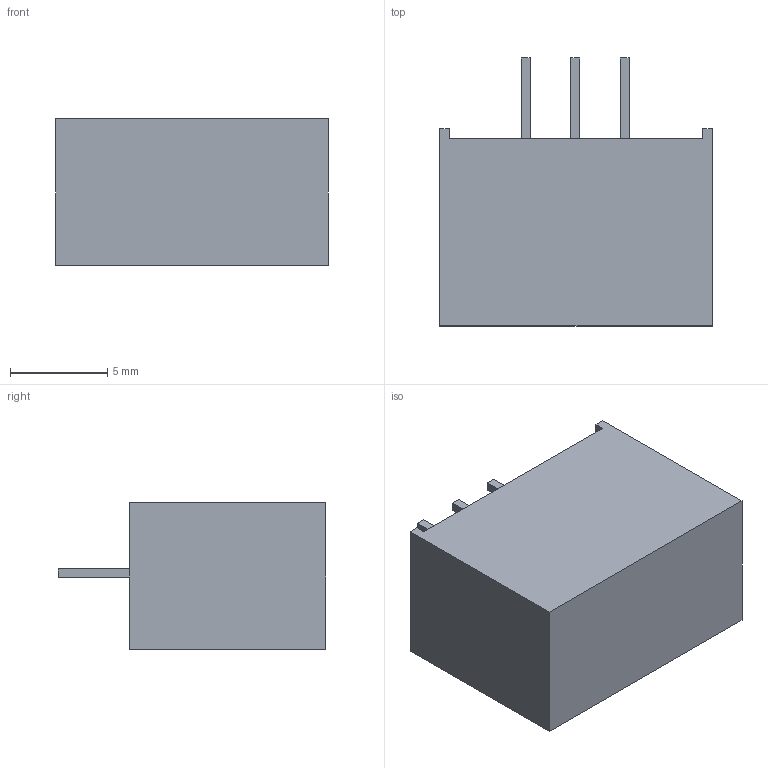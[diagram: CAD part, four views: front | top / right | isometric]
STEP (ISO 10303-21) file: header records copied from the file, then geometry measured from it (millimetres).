
FILE_DESCRIPTION (( 'STEP AP214' ), '1' );
FILE_NAME ('TSR2.STEP', '2022-10-02T01:26:42', ( '' ), ( '' ), 'SwSTEP 2.0', 'SolidWorks 2022', '' );
FILE_SCHEMA (( 'AUTOMOTIVE_DESIGN' ));
Length unit declared in the file: millimetre
Products named in the file (1): TSR2
Bounding box: 14 x 13.75 x 7.5 mm (x, y, z)
Volume: 1014.4 mm3; surface area: 661.7 mm2
Topology: 1 solids, 1 shells, 54 faces, 284 edges, 264 vertices
Faces by surface type: plane 54
Entity records: 4805 total; most frequent: CARTESIAN_POINT 2147, ORIENTED_EDGE 568, DIRECTION 306, EDGE_CURVE 284, VERTEX_POINT 264, LINE 192, VECTOR 192, B_SPLINE_CURVE_WITH_KNOTS 90
